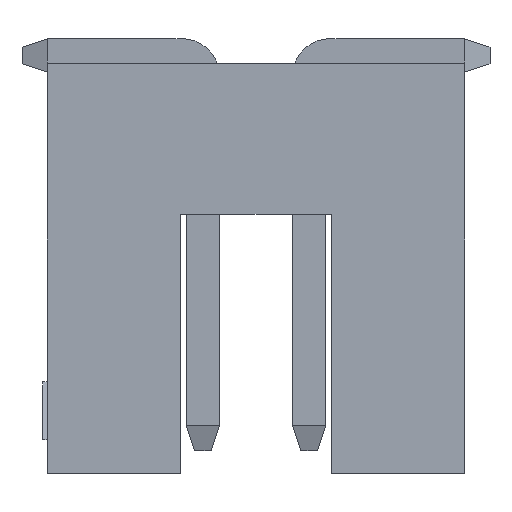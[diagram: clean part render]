
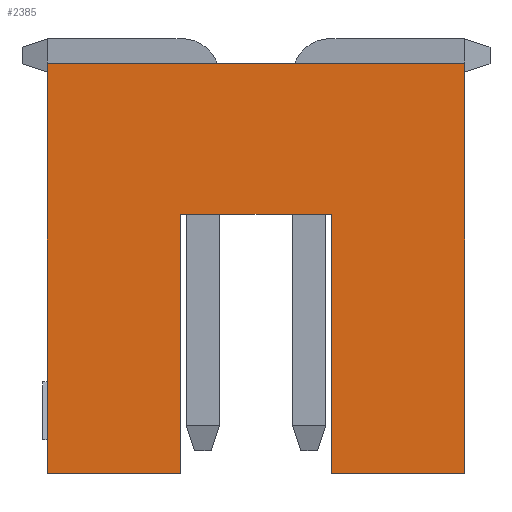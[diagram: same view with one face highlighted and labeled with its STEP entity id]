
A CAD part, front view. The second image highlights one B-rep face of the part: STEP entity #2385.
In plain terms, the highlighted planar face has unit normal (0, -1, 0).
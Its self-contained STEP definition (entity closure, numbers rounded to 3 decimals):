
#2=DIRECTION('',(1.,0.,0.));
#3=VECTOR('',#2,1.8);
#4=CARTESIAN_POINT('',(-0.9,-7.62,0.65));
#5=LINE('',#4,#3);
#6=DIRECTION('',(0.,0.,1.));
#7=VECTOR('',#6,3.1);
#8=CARTESIAN_POINT('',(-0.9,-7.62,-2.45));
#9=LINE('',#8,#7);
#10=DIRECTION('',(-1.,0.,0.));
#11=VECTOR('',#10,1.6);
#12=CARTESIAN_POINT('',(-0.9,-7.62,-2.45));
#13=LINE('',#12,#11);
#14=DIRECTION('',(0.,0.,1.));
#15=VECTOR('',#14,4.9);
#16=CARTESIAN_POINT('',(-2.5,-7.62,-2.45));
#17=LINE('',#16,#15);
#18=DIRECTION('',(1.,0.,0.));
#19=VECTOR('',#18,5.);
#20=CARTESIAN_POINT('',(-2.5,-7.62,2.45));
#21=LINE('',#20,#19);
#22=DIRECTION('',(0.,0.,-1.));
#23=VECTOR('',#22,4.9);
#24=CARTESIAN_POINT('',(2.5,-7.62,2.45));
#25=LINE('',#24,#23);
#26=DIRECTION('',(-1.,0.,0.));
#27=VECTOR('',#26,1.6);
#28=CARTESIAN_POINT('',(2.5,-7.62,-2.45));
#29=LINE('',#28,#27);
#30=DIRECTION('',(0.,0.,1.));
#31=VECTOR('',#30,3.1);
#32=CARTESIAN_POINT('',(0.9,-7.62,-2.45));
#33=LINE('',#32,#31);
#1802=CARTESIAN_POINT('',(-2.5,-7.62,-2.45));
#1803=CARTESIAN_POINT('',(-2.5,-7.62,2.45));
#1804=VERTEX_POINT('',#1802);
#1805=VERTEX_POINT('',#1803);
#1806=CARTESIAN_POINT('',(2.5,-7.62,2.45));
#1807=VERTEX_POINT('',#1806);
#1808=CARTESIAN_POINT('',(2.5,-7.62,-2.45));
#1809=VERTEX_POINT('',#1808);
#1930=CARTESIAN_POINT('',(-0.9,-7.62,0.65));
#1931=CARTESIAN_POINT('',(0.9,-7.62,0.65));
#1932=VERTEX_POINT('',#1930);
#1933=VERTEX_POINT('',#1931);
#1934=CARTESIAN_POINT('',(-0.9,-7.62,-2.45));
#1935=VERTEX_POINT('',#1934);
#1936=CARTESIAN_POINT('',(0.9,-7.62,-2.45));
#1937=VERTEX_POINT('',#1936);
#2362=CARTESIAN_POINT('',(0.,-7.62,0.));
#2363=DIRECTION('',(0.,1.,0.));
#2364=DIRECTION('',(1.,0.,0.));
#2365=AXIS2_PLACEMENT_3D('',#2362,#2363,#2364);
#2366=PLANE('',#2365);
#2368=ORIENTED_EDGE('',*,*,#2367,.F.);
#2370=ORIENTED_EDGE('',*,*,#2369,.F.);
#2372=ORIENTED_EDGE('',*,*,#2371,.T.);
#2374=ORIENTED_EDGE('',*,*,#2373,.T.);
#2376=ORIENTED_EDGE('',*,*,#2375,.T.);
#2378=ORIENTED_EDGE('',*,*,#2377,.T.);
#2380=ORIENTED_EDGE('',*,*,#2379,.T.);
#2382=ORIENTED_EDGE('',*,*,#2381,.T.);
#2383=EDGE_LOOP('',(#2368,#2370,#2372,#2374,#2376,#2378,#2380,#2382));
#2384=FACE_OUTER_BOUND('',#2383,.F.);
#2385=ADVANCED_FACE('',(#2384),#2366,.F.);
#2367=EDGE_CURVE('',#1932,#1933,#5,.T.);
#2369=EDGE_CURVE('',#1935,#1932,#9,.T.);
#2371=EDGE_CURVE('',#1935,#1804,#13,.T.);
#2373=EDGE_CURVE('',#1804,#1805,#17,.T.);
#2375=EDGE_CURVE('',#1805,#1807,#21,.T.);
#2377=EDGE_CURVE('',#1807,#1809,#25,.T.);
#2379=EDGE_CURVE('',#1809,#1937,#29,.T.);
#2381=EDGE_CURVE('',#1937,#1933,#33,.T.);
